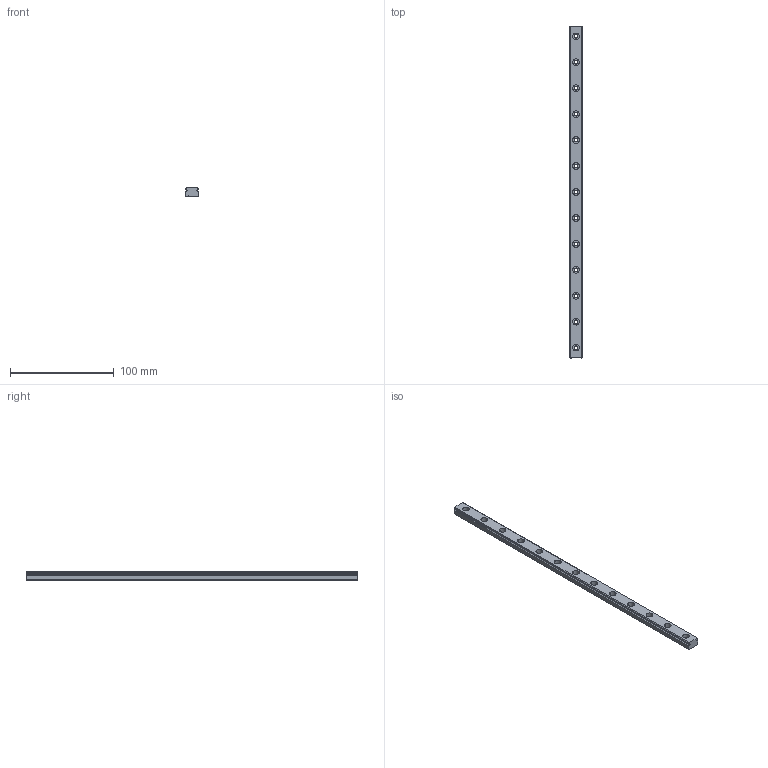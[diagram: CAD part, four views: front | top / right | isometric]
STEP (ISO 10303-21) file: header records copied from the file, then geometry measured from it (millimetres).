
FILE_DESCRIPTION (( 'STEP AP203' ), '1' );
FILE_NAME ('M12-320L.step', '2021-02-18T17:50:54', ( '' ), ( '' ), 'SwSTEP 2.0', 'SolidWorks 2019', '' );
FILE_SCHEMA (( 'CONFIG_CONTROL_DESIGN' ));
Length unit declared in the file: millimetre
Products named in the file (1): M12-320L
Bounding box: 12 x 320 x 8 mm (x, y, z)
Volume: 26801.6 mm3; surface area: 15433.4 mm2
Topology: 1 solids, 1 shells, 90 faces, 225 edges, 150 vertices
Faces by surface type: cylinder 64, plane 26
Entity records: 2886 total; most frequent: DIRECTION 535, CARTESIAN_POINT 466, ORIENTED_EDGE 450, EDGE_CURVE 225, AXIS2_PLACEMENT_3D 219, VERTEX_POINT 150, EDGE_LOOP 129, CIRCLE 128
